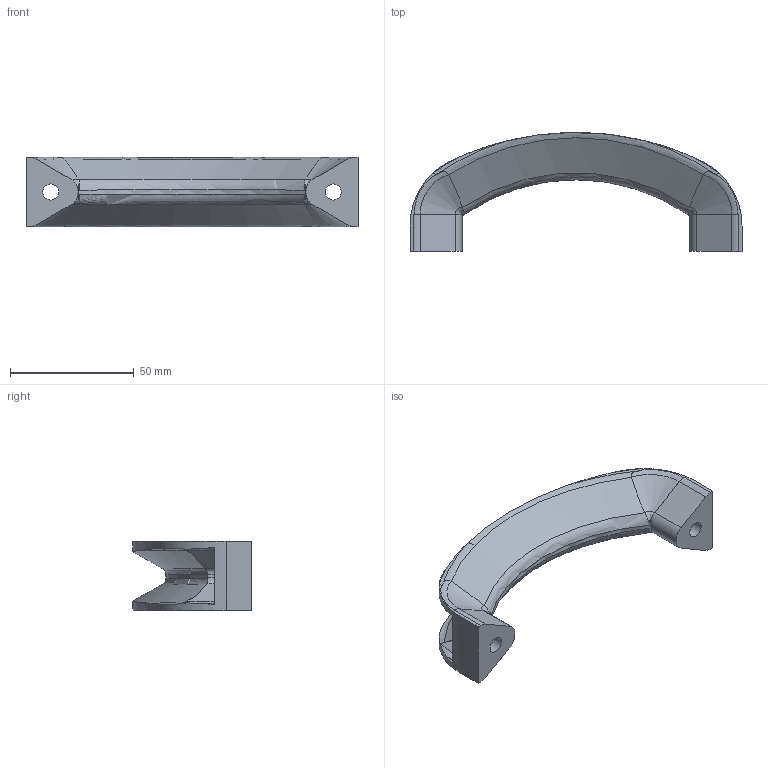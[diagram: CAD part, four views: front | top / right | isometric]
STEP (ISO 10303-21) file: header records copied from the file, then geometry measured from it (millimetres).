
FILE_DESCRIPTION( ( 'STEP AP214' ), '1' );
FILE_NAME( 'K0194.11406.stp', '2020-11-26T11:47:44', ( '' ), ( '' ), ' ', 'PARTsolutions', ' ' );
FILE_SCHEMA( ( 'AUTOMOTIVE_DESIGN { 1 0 10303 214 1 1 1 1 }' ) );
Length unit declared in the file: millimetre
Products named in the file (1): _K0194.11406
Bounding box: 134 x 48 x 28 mm (x, y, z)
Volume: 31155.2 mm3; surface area: 16970.3 mm2
Topology: 1 solids, 1 shells, 103 faces, 303 edges, 200 vertices
Faces by surface type: plane 37, torus 30, cylinder 24, cone 12
Full cylindrical faces by diameter (mm): 0.02 x2, 6.5 x2, 10.5 x2
Entity records: 4738 total; most frequent: CARTESIAN_POINT 1230, ORIENTED_EDGE 582, DIRECTION 542, EDGE_CURVE 291, AXIS2_PLACEMENT_3D 226, VERTEX_POINT 198, CIRCLE 122, EDGE_LOOP 119
